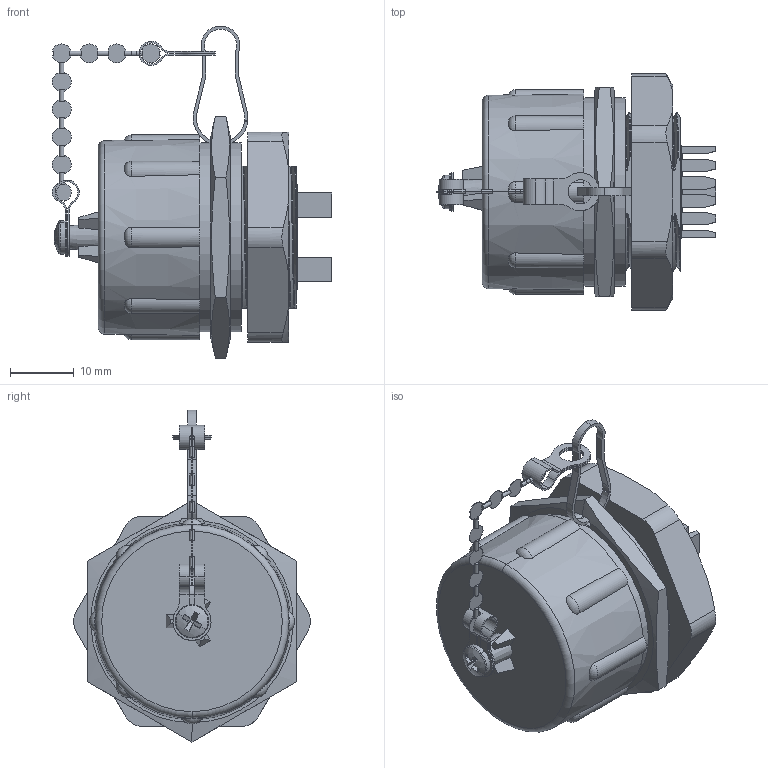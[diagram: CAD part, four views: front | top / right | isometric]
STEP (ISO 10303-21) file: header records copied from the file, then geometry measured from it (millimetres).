
FILE_DESCRIPTION (( 'STEP AP214' ), '1' );
FILE_NAME ('WPBHCX110.STEP', '2021-08-09T16:52:11', ( '' ), ( '' ), 'SwSTEP 2.0', 'SolidWorks 2021', '' );
FILE_SCHEMA (( 'AUTOMOTIVE_DESIGN' ));
Length unit declared in the file: inch
Products named in the file (11): WPBH-MA9_cat 5e; WPBH-MA7; WPBH-MA4; WPBH-MA6; WPUSB-CVR-MA4; WPUSB-CVR-MA2_Closed; WPBHCX110; SP9392-MA3; WPBH-MA1; WPBH-MA2; WPBH-MA8
Assembly tree (20 placements, depth 2):
  WPBHCX110
    WPBH-MA1
    WPBH-MA4  x2
    WPBH-MA9_cat 5e
    WPBH-MA2
    WPBH-MA6
    WPUSB-CVR-MA2_Closed  x2
    WPUSB-CVR-MA4
    WPBH-MA7
    SP9392-MA3  x9
    WPBH-MA8
Bounding box: 44.04 x 37.27 x 52.26 mm (x, y, z)
Volume: 19756.1 mm3; surface area: 19971.6 mm2
Topology: 20 solids, 20 shells, 1017 faces, 2716 edges, 1787 vertices
Faces by surface type: plane 522, cylinder 252, bspline 178, cone 51, torus 12, sphere 2
Entity records: 87874 total; most frequent: CARTESIAN_POINT 62253, ORIENTED_EDGE 4452, DIRECTION 3304, EDGE_CURVE 2226, VERTEX_POINT 1471, LINE 1366, VECTOR 1366, AXIS2_PLACEMENT_3D 969
